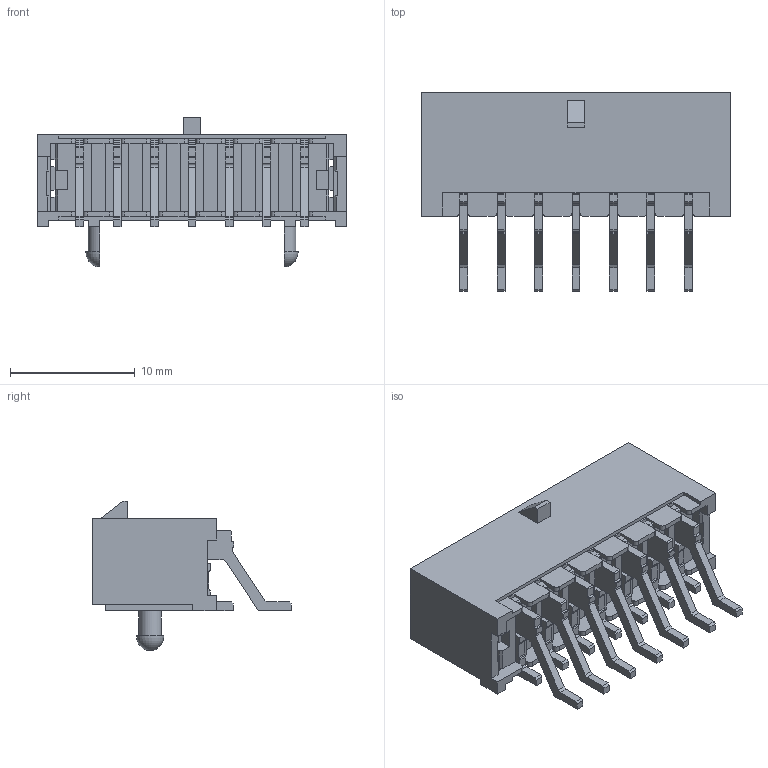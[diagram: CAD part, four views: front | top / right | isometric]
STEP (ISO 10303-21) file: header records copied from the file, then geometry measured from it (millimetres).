
FILE_DESCRIPTION(/* description */ ('Unknown'),/* implementation_level */ '2;1');
FILE_NAME(/* name */ 'J_Wurth_WR-MPC3_662014236022',/* time_stamp */ '2025-06-06T17:23:24+08:00',/* author */ ('Unknown'),/* organization */ ('Unknown'),/* preprocessor_version */ 'ST-DEVELOPER v19.4',/* originating_system */ 'Solid Edge',/* authorisation */ 'Unknown');
FILE_SCHEMA (('AUTOMOTIVE_DESIGN {1 0 10303 214 3 1 1}'));
Length unit declared in the file: millimetre
Products named in the file (2): J_Wurth_WR-MPC3_662014236022
Assembly tree (1 placements, depth 2):
  J_Wurth_WR-MPC3_662014236022
    J_Wurth_WR-MPC3_662014236022
Bounding box: 24.7 x 15.9 x 11.96 mm (x, y, z)
Volume: 945.3 mm3; surface area: 2737.8 mm2
Topology: 1 solids, 1 shells, 796 faces, 2171 edges, 1400 vertices
Faces by surface type: plane 715, cylinder 79, torus 2
Entity records: 30218 total; most frequent: CARTESIAN_POINT 4369, ORIENTED_EDGE 4342, DIRECTION 3935, EDGE_CURVE 2171, LINE 2003, VECTOR 2003, VERTEX_POINT 1400, AXIS2_PLACEMENT_3D 966
